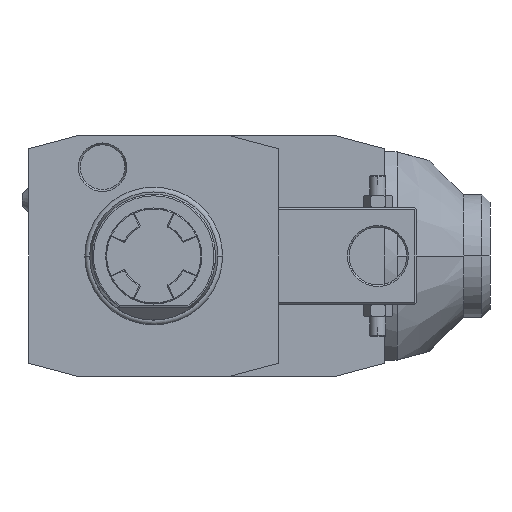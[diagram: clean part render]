
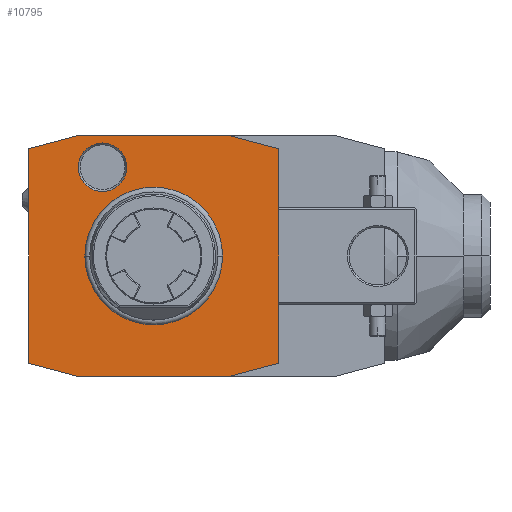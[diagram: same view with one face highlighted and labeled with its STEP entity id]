
A CAD part, front view. The second image highlights one B-rep face of the part: STEP entity #10795.
In plain terms, the highlighted planar face has unit normal (0, -1, 0).
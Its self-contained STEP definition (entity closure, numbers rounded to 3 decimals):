
#1=DIRECTION('',(1.,0.,0.));
#2=VECTOR('',#1,48.);
#3=CARTESIAN_POINT('',(-24.,0.,-37.5));
#4=LINE('',#3,#2);
#5=DIRECTION('',(0.966,0.,-0.259));
#6=VECTOR('',#5,15.529);
#7=CARTESIAN_POINT('',(-39.,0.,-33.481));
#8=LINE('',#7,#6);
#9=DIRECTION('',(0.,0.,-1.));
#10=VECTOR('',#9,66.962);
#11=CARTESIAN_POINT('',(-39.,0.,33.481));
#12=LINE('',#11,#10);
#13=DIRECTION('',(-0.966,0.,-0.259));
#14=VECTOR('',#13,15.529);
#15=CARTESIAN_POINT('',(-24.,0.,37.5));
#16=LINE('',#15,#14);
#17=DIRECTION('',(-1.,0.,0.));
#18=VECTOR('',#17,48.);
#19=CARTESIAN_POINT('',(24.,0.,37.5));
#20=LINE('',#19,#18);
#21=DIRECTION('',(-0.966,0.,0.259));
#22=VECTOR('',#21,15.529);
#23=CARTESIAN_POINT('',(39.,0.,33.481));
#24=LINE('',#23,#22);
#25=DIRECTION('',(0.,0.,1.));
#26=VECTOR('',#25,66.962);
#27=CARTESIAN_POINT('',(39.,0.,-33.481));
#28=LINE('',#27,#26);
#29=DIRECTION('',(0.966,0.,0.259));
#30=VECTOR('',#29,15.529);
#31=CARTESIAN_POINT('',(24.,0.,-37.5));
#32=LINE('',#31,#30);
#33=CARTESIAN_POINT('',(-16.,0.,27.713));
#34=DIRECTION('',(0.,1.,0.));
#35=DIRECTION('',(1.,0.,0.));
#36=AXIS2_PLACEMENT_3D('',#33,#34,#35);
#38=CARTESIAN_POINT('',(-16.,0.,27.713));
#39=DIRECTION('',(0.,1.,0.));
#40=DIRECTION('',(-1.,0.,0.));
#41=AXIS2_PLACEMENT_3D('',#38,#39,#40);
#7634=CARTESIAN_POINT('',(0.,0.,0.));
#7635=DIRECTION('',(0.,-1.,0.));
#7636=DIRECTION('',(1.,0.,0.));
#7637=AXIS2_PLACEMENT_3D('',#7634,#7635,#7636);
#7639=CARTESIAN_POINT('',(0.,0.,0.));
#7640=DIRECTION('',(0.,-1.,0.));
#7641=DIRECTION('',(-1.,0.,0.));
#7642=AXIS2_PLACEMENT_3D('',#7639,#7640,#7641);
#9631=CARTESIAN_POINT('',(-8.423,0.,27.713));
#9632=CARTESIAN_POINT('',(-23.577,0.,27.713));
#9633=VERTEX_POINT('',#9631);
#9634=VERTEX_POINT('',#9632);
#10525=CARTESIAN_POINT('',(-24.,0.,-37.5));
#10526=CARTESIAN_POINT('',(24.,0.,-37.5));
#10527=VERTEX_POINT('',#10525);
#10528=VERTEX_POINT('',#10526);
#10529=CARTESIAN_POINT('',(39.,0.,-33.481));
#10530=VERTEX_POINT('',#10529);
#10531=CARTESIAN_POINT('',(39.,0.,33.481));
#10532=VERTEX_POINT('',#10531);
#10533=CARTESIAN_POINT('',(24.,0.,37.5));
#10534=VERTEX_POINT('',#10533);
#10535=CARTESIAN_POINT('',(-24.,0.,37.5));
#10536=VERTEX_POINT('',#10535);
#10537=CARTESIAN_POINT('',(-39.,0.,33.481));
#10538=VERTEX_POINT('',#10537);
#10539=CARTESIAN_POINT('',(-39.,0.,-33.481));
#10540=VERTEX_POINT('',#10539);
#10608=CARTESIAN_POINT('',(21.137,0.,0.));
#10609=CARTESIAN_POINT('',(-21.137,0.,0.));
#10610=VERTEX_POINT('',#10608);
#10611=VERTEX_POINT('',#10609);
#10760=CARTESIAN_POINT('',(0.,0.,0.));
#10761=DIRECTION('',(0.,-1.,0.));
#10762=DIRECTION('',(-1.,0.,0.));
#10763=AXIS2_PLACEMENT_3D('',#10760,#10761,#10762);
#10764=PLANE('',#10763);
#10766=ORIENTED_EDGE('',*,*,#10765,.F.);
#10768=ORIENTED_EDGE('',*,*,#10767,.F.);
#10770=ORIENTED_EDGE('',*,*,#10769,.F.);
#10772=ORIENTED_EDGE('',*,*,#10771,.F.);
#10774=ORIENTED_EDGE('',*,*,#10773,.F.);
#10776=ORIENTED_EDGE('',*,*,#10775,.F.);
#10778=ORIENTED_EDGE('',*,*,#10777,.F.);
#10780=ORIENTED_EDGE('',*,*,#10779,.F.);
#10781=EDGE_LOOP('',(#10766,#10768,#10770,#10772,#10774,#10776,#10778,#10780));
#10782=FACE_OUTER_BOUND('',#10781,.F.);
#10784=ORIENTED_EDGE('',*,*,#10783,.T.);
#10786=ORIENTED_EDGE('',*,*,#10785,.T.);
#10787=EDGE_LOOP('',(#10784,#10786));
#10788=FACE_BOUND('',#10787,.F.);
#10790=ORIENTED_EDGE('',*,*,#10789,.F.);
#10792=ORIENTED_EDGE('',*,*,#10791,.F.);
#10793=EDGE_LOOP('',(#10790,#10792));
#10794=FACE_BOUND('',#10793,.F.);
#37=CIRCLE('',#36,7.577);
#42=CIRCLE('',#41,7.577);
#7638=CIRCLE('',#7637,21.137);
#7643=CIRCLE('',#7642,21.137);
#10765=EDGE_CURVE('',#10527,#10528,#4,.T.);
#10767=EDGE_CURVE('',#10540,#10527,#8,.T.);
#10769=EDGE_CURVE('',#10538,#10540,#12,.T.);
#10771=EDGE_CURVE('',#10536,#10538,#16,.T.);
#10773=EDGE_CURVE('',#10534,#10536,#20,.T.);
#10775=EDGE_CURVE('',#10532,#10534,#24,.T.);
#10777=EDGE_CURVE('',#10530,#10532,#28,.T.);
#10779=EDGE_CURVE('',#10528,#10530,#32,.T.);
#10783=EDGE_CURVE('',#10610,#10611,#7638,.T.);
#10785=EDGE_CURVE('',#10611,#10610,#7643,.T.);
#10789=EDGE_CURVE('',#9633,#9634,#37,.T.);
#10791=EDGE_CURVE('',#9634,#9633,#42,.T.);
#10795=ADVANCED_FACE('',(#10782,#10788,#10794),#10764,.T.);
